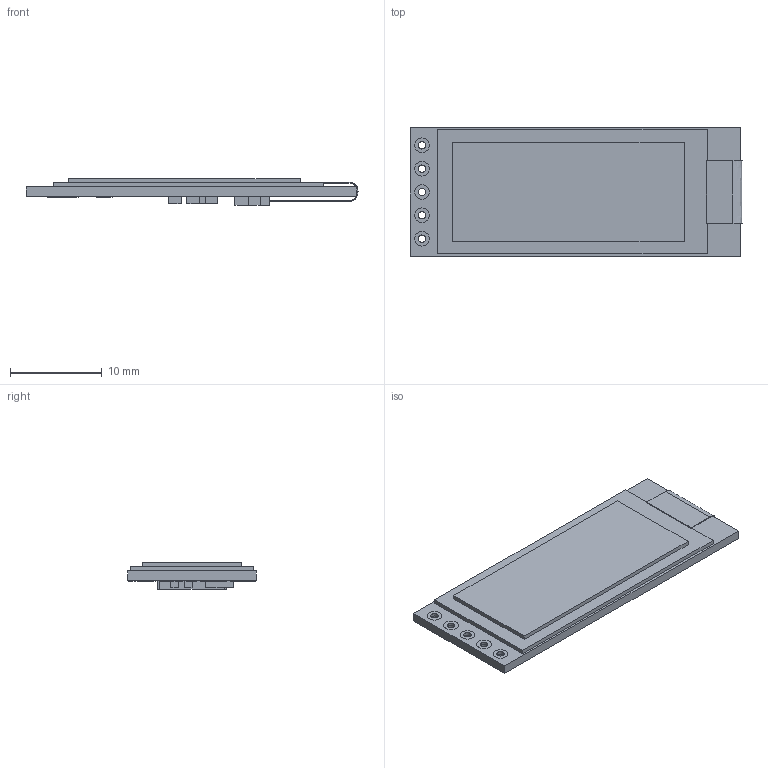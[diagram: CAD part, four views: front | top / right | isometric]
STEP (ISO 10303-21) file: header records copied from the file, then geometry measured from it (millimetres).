
FILE_DESCRIPTION(/* description */ ('','CAx-IF Rec.Pracs.---Representation and Presentation of Product Manufacturing Information (PMI)---4.0---2014-10-13'),/* implementation_level */ '2;1');
FILE_NAME(/* name */ 'nice!view.step',/* time_stamp */ '2025-01-12T07:55:39-05:00',/* author */ (''),/* organization */ (''),/* preprocessor_version */ 'ST-DEVELOPER v20',/* originating_system */ 'Autodesk Translation Framework v13.20.0.188',/* authorisation */ '');
FILE_SCHEMA (('AP242_MANAGED_MODEL_BASED_3D_ENGINEERING_MIM_LF { 1 0 10303 442 1 1 4 }'));
Length unit declared in the file: millimetre
Products named in the file (1): nice!view
Bounding box: 36.15 x 14 x 2.9 mm (x, y, z)
Volume: 853.1 mm3; surface area: 2908.2 mm2
Topology: 15 solids, 15 shells, 615 faces, 1644 edges, 1094 vertices
Faces by surface type: plane 351, bspline 244, cylinder 20
Full cylindrical faces by diameter (mm): 0.8 x10, 1.6 x10
Entity records: 21925 total; most frequent: CARTESIAN_POINT 7587, ORIENTED_EDGE 3288, DIRECTION 1939, EDGE_CURVE 1644, LINE 1115, VECTOR 1115, VERTEX_POINT 1094, EDGE_LOOP 671
